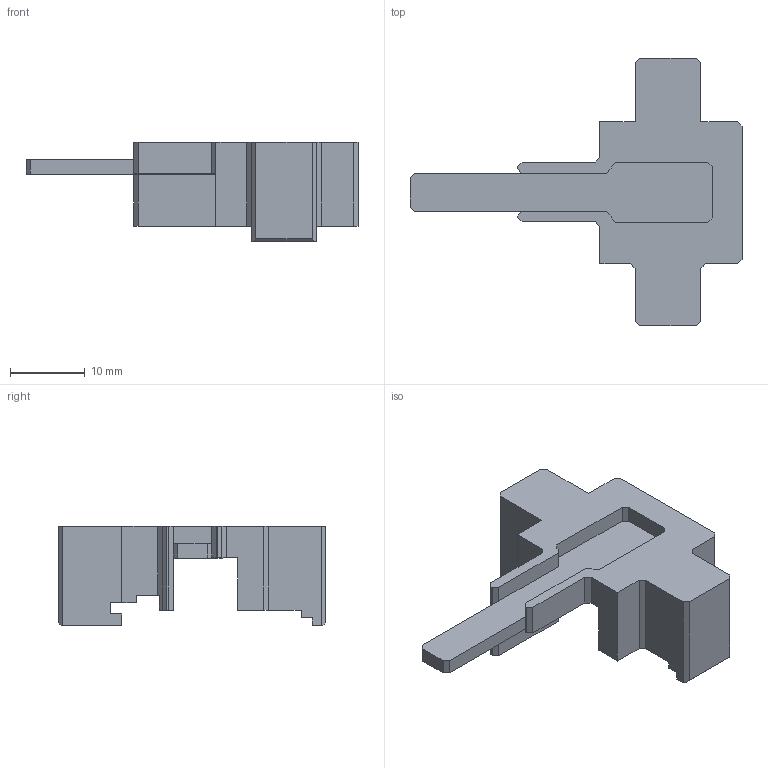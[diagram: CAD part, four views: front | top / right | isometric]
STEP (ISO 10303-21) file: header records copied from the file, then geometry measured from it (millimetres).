
FILE_DESCRIPTION((''),'2;1');
FILE_NAME('3d_11G22824.stp','2012-10-03T09:34:31',(''),(''),'Mechanical Desktop 2011','Mechanical Desktop 2011',', , ');
FILE_SCHEMA(('CONFIG_CONTROL_DESIGN'));
Length unit declared in the file: millimetre
Products named in the file (1): Product
Bounding box: 44.39 x 35.8 x 13.25 mm (x, y, z)
Volume: 4686 mm3; surface area: 3519.8 mm2
Topology: 2 solids, 2 shells, 83 faces, 237 edges, 158 vertices
Faces by surface type: plane 83
Entity records: 2744 total; most frequent: CARTESIAN_POINT 479, ORIENTED_EDGE 474, DIRECTION 405, VECTOR 237, LINE 237, EDGE_CURVE 237, VERTEX_POINT 158, AXIS2_PLACEMENT_3D 84
